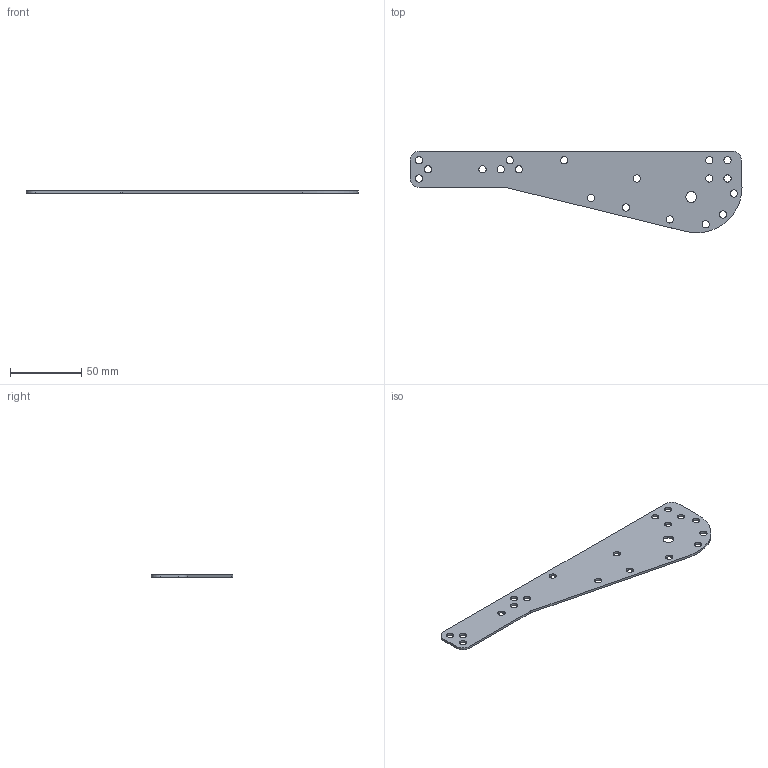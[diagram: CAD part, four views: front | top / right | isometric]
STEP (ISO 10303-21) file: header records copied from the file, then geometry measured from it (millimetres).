
FILE_DESCRIPTION(/* description */ (''),/* implementation_level */ '2;1');
FILE_NAME(/* name */ 'intake poly x.stp',/* time_stamp */ '2024-01-08T10:14:23-08:00',/* author */ ('Robodox'),/* organization */ (''),/* preprocessor_version */ 'ST-DEVELOPER v19',/* originating_system */ 'Autodesk Inventor 2023',/* authorisation */ '');
FILE_SCHEMA (('AUTOMOTIVE_DESIGN { 1 0 10303 214 3 1 1 }'));
Length unit declared in the file: inch
Products named in the file (1): intake sled v5 
Bounding box: 232.41 x 57.08 x 1.59 mm (x, y, z)
Volume: 13361.7 mm3; surface area: 18192.8 mm2
Topology: 1 solids, 1 shells, 32 faces, 90 edges, 60 vertices
Faces by surface type: cylinder 25, plane 7
Full cylindrical faces by diameter (mm): 5.08 x19, 7.62 x1
Entity records: 1189 total; most frequent: DIRECTION 206, CARTESIAN_POINT 183, ORIENTED_EDGE 180, EDGE_CURVE 90, AXIS2_PLACEMENT_3D 83, EDGE_LOOP 72, VERTEX_POINT 60, CIRCLE 50
